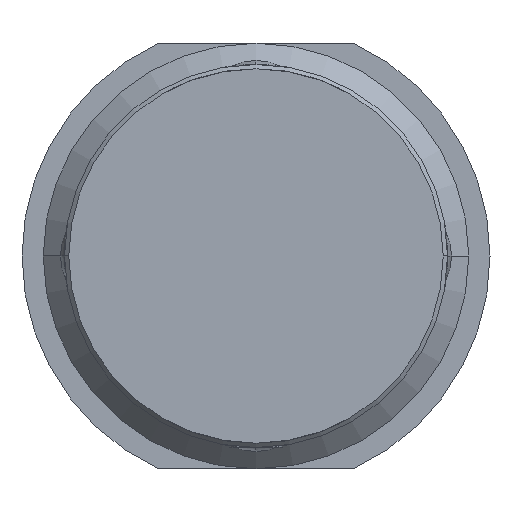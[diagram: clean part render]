
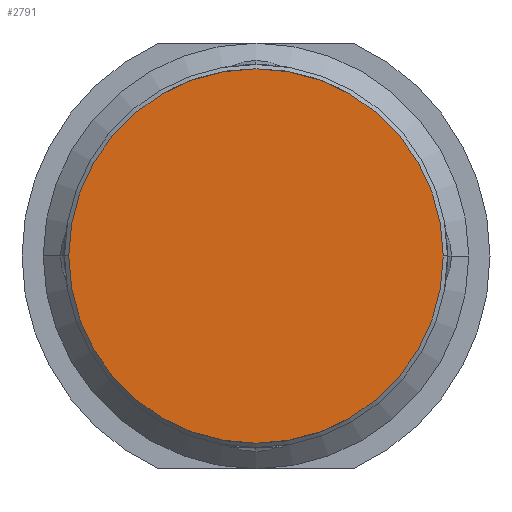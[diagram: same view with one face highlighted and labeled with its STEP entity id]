
A CAD part, front view. The second image highlights one B-rep face of the part: STEP entity #2791.
In plain terms, the highlighted planar face has unit normal (0, -1, 0).
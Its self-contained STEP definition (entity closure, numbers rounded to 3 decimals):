
#673 = CARTESIAN_POINT ( 'NONE',  ( 0., -19.2, -1.9 ) ) ;
#739 = AXIS2_PLACEMENT_3D ( 'NONE', #673, #1037, #3833 ) ;
#876 = ORIENTED_EDGE ( 'NONE', *, *, #1604, .T. ) ;
#940 = EDGE_CURVE ( 'Defeature ausgef�hrt2_15+Defeature ausgef�hrt2_22+Defeature ausgef�hrt2_22+Defeature ausgef�hrt2_22', #3314, #3545, #982, .T. ) ;
#982 = CIRCLE ( 'NONE', #2516, 2.2 ) ;
#1037 = DIRECTION ( 'NONE',  ( 0., 1., 0. ) ) ;
#1390 = DIRECTION ( 'NONE',  ( -1., 0., 0. ) ) ;
#1604 = EDGE_CURVE ( 'Defeature ausgef�hrt2_15+Defeature ausgef�hrt2_22+Defeature ausgef�hrt2_22+Defeature ausgef�hrt2_22', #3545, #3314, #4560, .T. ) ;
#1717 = PLANE ( 'NONE',  #739 ) ;
#2213 = ORIENTED_EDGE ( 'NONE', *, *, #940, .T. ) ;
#2241 = FACE_OUTER_BOUND ( 'NONE', #2487, .T. ) ;
#2487 = EDGE_LOOP ( 'NONE', ( #2213, #876 ) ) ;
#2516 = AXIS2_PLACEMENT_3D ( 'NONE', #3808, #3098, #2740 ) ;
#2740 = DIRECTION ( 'NONE',  ( -1., 0., 0. ) ) ;
#2791 = ADVANCED_FACE ( 'Defeature ausgef�hrt2_15', ( #2241 ), #1717, .F. ) ;
#2854 = DIRECTION ( 'NONE',  ( 0., -1., 0. ) ) ;
#2962 = CARTESIAN_POINT ( 'NONE',  ( -2.2, -19.2, 0. ) ) ;
#3055 = AXIS2_PLACEMENT_3D ( 'NONE', #3520, #2854, #1390 ) ;
#3098 = DIRECTION ( 'NONE',  ( 0., -1., 0. ) ) ;
#3314 = VERTEX_POINT ( 'NONE', #2962 ) ;
#3499 = CARTESIAN_POINT ( 'NONE',  ( 2.2, -19.2, 0. ) ) ;
#3520 = CARTESIAN_POINT ( 'NONE',  ( 0., -19.2, 0. ) ) ;
#3545 = VERTEX_POINT ( 'NONE', #3499 ) ;
#3808 = CARTESIAN_POINT ( 'NONE',  ( 0., -19.2, 0. ) ) ;
#3833 = DIRECTION ( 'NONE',  ( 1., 0., 0. ) ) ;
#4560 = CIRCLE ( 'NONE', #3055, 2.2 ) ;
